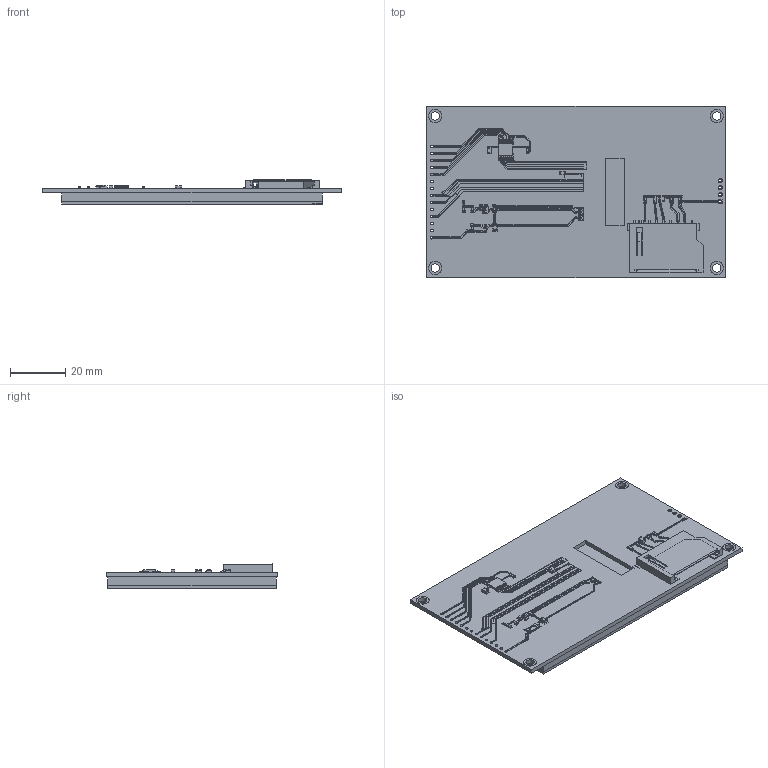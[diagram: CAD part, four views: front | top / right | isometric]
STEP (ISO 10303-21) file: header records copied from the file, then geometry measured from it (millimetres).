
FILE_DESCRIPTION (( 'STEP AP203' ), '1' );
FILE_NAME ('LCD ILI9488 4.0_Simpler.STEP', '2026-01-16T20:50:47', ( '' ), ( '' ), 'SwSTEP 2.0', 'SolidWorks 2024', '' );
FILE_SCHEMA (( 'CONFIG_CONTROL_DESIGN' ));
Length unit declared in the file: millimetre
Products named in the file (9): K_ARDUINO_SD-SCHACHT.stp; LCD ILI9488 4.0_Simpler; XPT204.stp; resistor2.stp; LCD ILI9488 4.0.stp; J3Y.stp; tft.stp; pcb_lcd.stp; ceramic2.stp
Assembly tree (19 placements, depth 3):
  LCD ILI9488 4.0_Simpler
    LCD ILI9488 4.0.stp
      pcb_lcd.stp
      K_ARDUINO_SD-SCHACHT.stp
      XPT204.stp
      J3Y.stp
      resistor2.stp  x9
      ceramic2.stp  x4
      tft.stp
Bounding box: 108 x 62 x 8.69 mm (x, y, z)
Volume: 31337 mm3; surface area: 31509 mm2
Topology: 87 solids, 87 shells, 1903 faces, 4949 edges, 3259 vertices
Faces by surface type: plane 1562, cylinder 277, bspline 64
Entity records: 48156 total; most frequent: CARTESIAN_POINT 8928, ORIENTED_EDGE 8026, DIRECTION 7457, EDGE_CURVE 4013, LINE 3521, VECTOR 3521, VERTEX_POINT 2651, AXIS2_PLACEMENT_3D 1968
